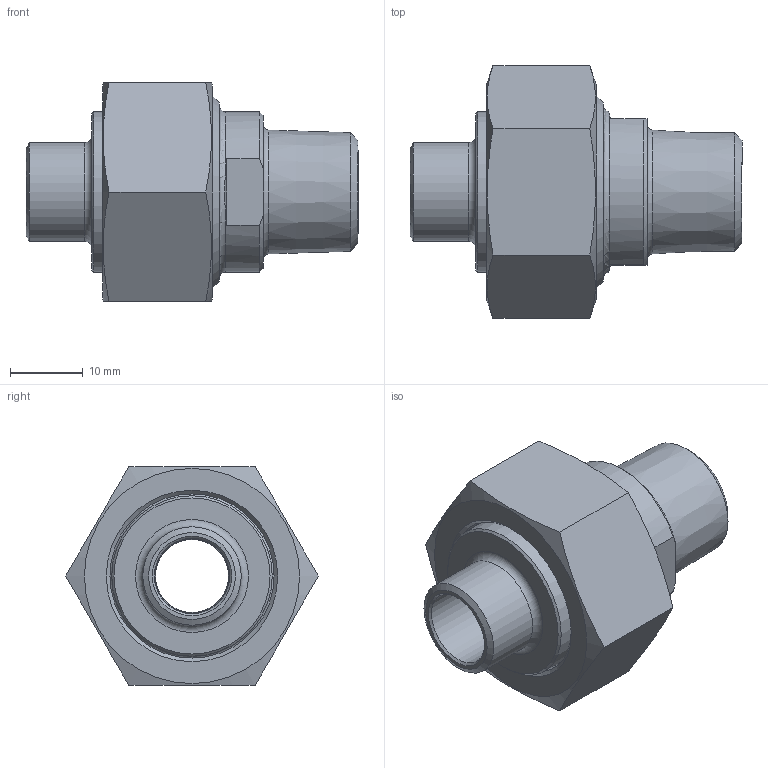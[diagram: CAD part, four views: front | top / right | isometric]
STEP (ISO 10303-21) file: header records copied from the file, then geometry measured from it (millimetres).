
FILE_DESCRIPTION(/* description */ (''),/* implementation_level */ '2;1');
FILE_NAME(/* name */ '3D_R134-SE-UG-13.5-DN10_17101895.stp',/* time_stamp */ '2021-06-28T10:52:57+02:00',/* author */ ('cad'),/* organization */ (''),/* preprocessor_version */ 'ST-DEVELOPER v18.1',/* originating_system */ 'Autodesk Inventor 2022',/* authorisation */ '');
FILE_SCHEMA (('AUTOMOTIVE_DESIGN { 1 0 10303 214 3 1 1 }'));
Length unit declared in the file: millimetre
Products named in the file (4): 3D_R134-SE-UG-13.5-DN10_17101895; 3D_R134-M-DN10_171011605; 3D_R134-UG-DN10_171011405; 3D_R134-SE-13.5-17.2_171011206
Assembly tree (3 placements, depth 2):
  3D_R134-SE-UG-13.5-DN10_17101895
    3D_R134-M-DN10_171011605
    3D_R134-UG-DN10_171011405
    3D_R134-SE-13.5-17.2_171011206
Bounding box: 45.5 x 34.64 x 30 mm (x, y, z)
Volume: 14680.4 mm3; surface area: 9360.1 mm2
Topology: 3 solids, 3 shells, 64 faces, 145 edges, 94 vertices
Faces by surface type: plane 23, cone 21, cylinder 11, torus 9
Full cylindrical faces by diameter (mm): 10 x1, 10.2 x1, 10.3 x1, 13.5 x1, 22 x1, 22.5 x1, 25 x1, 25.376 x1, 26.85 x1
Entity records: 1974 total; most frequent: CARTESIAN_POINT 354, DIRECTION 352, ORIENTED_EDGE 290, AXIS2_PLACEMENT_3D 155, EDGE_CURVE 145, VERTEX_POINT 94, CIRCLE 80, EDGE_LOOP 77
